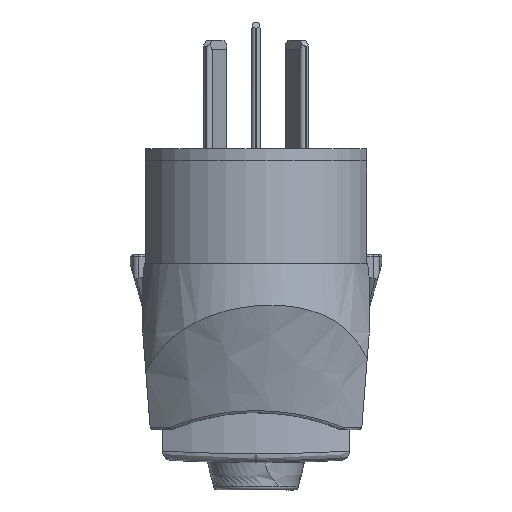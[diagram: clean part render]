
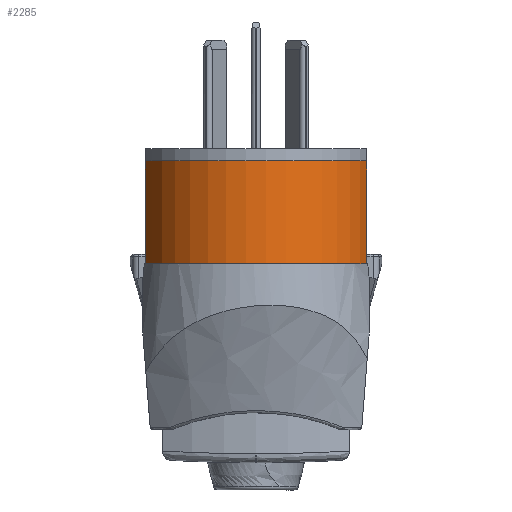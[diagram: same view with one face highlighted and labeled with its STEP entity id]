
A CAD part, front view. The second image highlights one B-rep face of the part: STEP entity #2285.
In plain terms, the highlighted cylindrical face has radius 19 mm (diameter 38 mm), a partial arc.
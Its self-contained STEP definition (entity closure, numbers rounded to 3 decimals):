
#150 = DIRECTION ( 'NONE',  ( 0., 0., 1. ) ) ;
#438 = VECTOR ( 'NONE', #5421, 1000. ) ;
#728 = DIRECTION ( 'NONE',  ( 0., 0., 1. ) ) ;
#921 = ORIENTED_EDGE ( 'NONE', *, *, #9120, .T. ) ;
#987 = CIRCLE ( 'NONE', #2970, 19. ) ;
#1066 = LINE ( 'NONE', #7269, #13364 ) ;
#1175 = VERTEX_POINT ( 'NONE', #14045 ) ;
#1764 = CARTESIAN_POINT ( 'NONE',  ( 18.35, -4.927, -19. ) ) ;
#1920 = CARTESIAN_POINT ( 'NONE',  ( -18.35, -4.927, -19. ) ) ;
#2285 = ADVANCED_FACE ( 'NONE', ( #14369 ), #8046, .T. ) ;
#2318 = VERTEX_POINT ( 'NONE', #14237 ) ;
#2321 = VERTEX_POINT ( 'NONE', #9463 ) ;
#2773 = ORIENTED_EDGE ( 'NONE', *, *, #8746, .T. ) ;
#2796 = EDGE_CURVE ( 'NONE', #13919, #2318, #8759, .T. ) ;
#2970 = AXIS2_PLACEMENT_3D ( 'NONE', #6173, #14505, #7362 ) ;
#3067 = CARTESIAN_POINT ( 'NONE',  ( -18.35, -4.927, -2.01 ) ) ;
#3212 = AXIS2_PLACEMENT_3D ( 'NONE', #4623, #14187, #11774 ) ;
#3860 = ORIENTED_EDGE ( 'NONE', *, *, #2796, .F. ) ;
#4399 = CARTESIAN_POINT ( 'NONE',  ( 0., 0., -2.01 ) ) ;
#4623 = CARTESIAN_POINT ( 'NONE',  ( 0., 0., -19. ) ) ;
#5015 = LINE ( 'NONE', #1920, #8212 ) ;
#5421 = DIRECTION ( 'NONE',  ( 0., 0., 1. ) ) ;
#5431 = EDGE_CURVE ( 'NONE', #8773, #1175, #1066, .T. ) ;
#5626 = DIRECTION ( 'NONE',  ( 1., 0., 0. ) ) ;
#5670 = VECTOR ( 'NONE', #11282, 1000. ) ;
#6173 = CARTESIAN_POINT ( 'NONE',  ( 0., 0., -19. ) ) ;
#6202 = VERTEX_POINT ( 'NONE', #13560 ) ;
#6765 = ORIENTED_EDGE ( 'NONE', *, *, #9473, .T. ) ;
#7269 = CARTESIAN_POINT ( 'NONE',  ( -18.35, -4.927, -19. ) ) ;
#7362 = DIRECTION ( 'NONE',  ( 1., 0., 0. ) ) ;
#8046 = CYLINDRICAL_SURFACE ( 'NONE', #3212, 19. ) ;
#8212 = VECTOR ( 'NONE', #728, 1000. ) ;
#8746 = EDGE_CURVE ( 'NONE', #2321, #6202, #8837, .T. ) ;
#8759 = CIRCLE ( 'NONE', #10919, 19. ) ;
#8773 = VERTEX_POINT ( 'NONE', #13678 ) ;
#8837 = LINE ( 'NONE', #1764, #5670 ) ;
#9120 = EDGE_CURVE ( 'NONE', #8773, #2321, #987, .T. ) ;
#9463 = CARTESIAN_POINT ( 'NONE',  ( 18.35, -4.927, -19. ) ) ;
#9473 = EDGE_CURVE ( 'NONE', #6202, #2318, #12726, .T. ) ;
#10838 = ORIENTED_EDGE ( 'NONE', *, *, #11989, .F. ) ;
#10919 = AXIS2_PLACEMENT_3D ( 'NONE', #4399, #12770, #5626 ) ;
#11282 = DIRECTION ( 'NONE',  ( 0., 0., 1. ) ) ;
#11444 = EDGE_LOOP ( 'NONE', ( #6765, #3860, #10838, #11963, #921, #2773 ) ) ;
#11774 = DIRECTION ( 'NONE',  ( 1., 0., 0. ) ) ;
#11963 = ORIENTED_EDGE ( 'NONE', *, *, #5431, .F. ) ;
#11989 = EDGE_CURVE ( 'NONE', #1175, #13919, #5015, .T. ) ;
#12726 = LINE ( 'NONE', #13767, #438 ) ;
#12770 = DIRECTION ( 'NONE',  ( 0., 0., 1. ) ) ;
#13364 = VECTOR ( 'NONE', #150, 1000. ) ;
#13560 = CARTESIAN_POINT ( 'NONE',  ( 18.35, -4.927, -17.67 ) ) ;
#13678 = CARTESIAN_POINT ( 'NONE',  ( -18.35, -4.927, -19. ) ) ;
#13767 = CARTESIAN_POINT ( 'NONE',  ( 18.35, -4.927, -19. ) ) ;
#13919 = VERTEX_POINT ( 'NONE', #3067 ) ;
#14045 = CARTESIAN_POINT ( 'NONE',  ( -18.35, -4.927, -17.67 ) ) ;
#14187 = DIRECTION ( 'NONE',  ( 0., 0., 1. ) ) ;
#14237 = CARTESIAN_POINT ( 'NONE',  ( 18.35, -4.927, -2.01 ) ) ;
#14369 = FACE_OUTER_BOUND ( 'NONE', #11444, .T. ) ;
#14505 = DIRECTION ( 'NONE',  ( 0., 0., 1. ) ) ;
